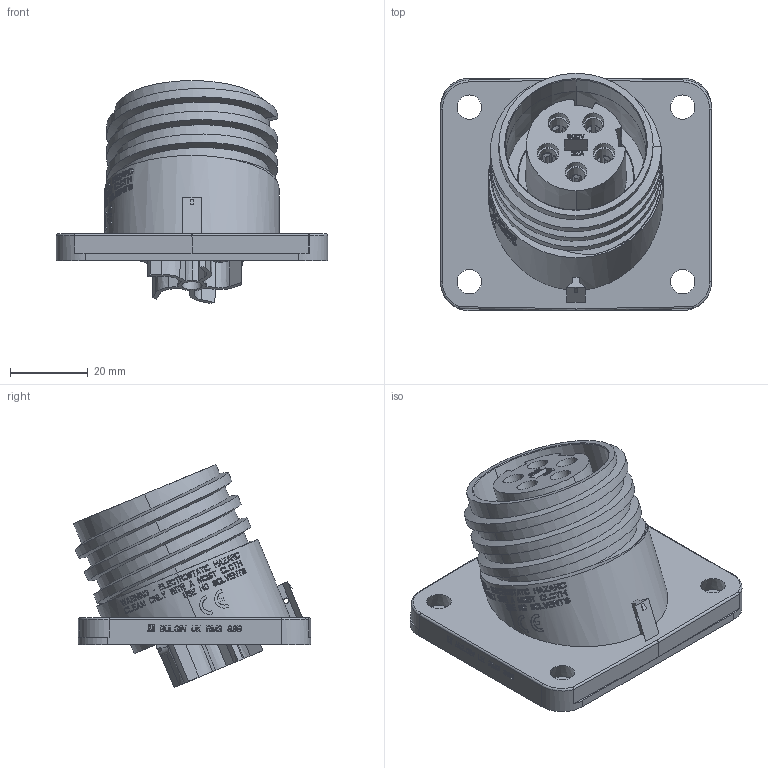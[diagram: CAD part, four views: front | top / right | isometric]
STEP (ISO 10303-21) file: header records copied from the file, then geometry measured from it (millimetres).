
FILE_DESCRIPTION(('STEP AP242'),'1');
FILE_NAME('px0941-05-s.stp','2024-04-04T23:40:04',('TraceParts'),('TraceParts S.A.'),'Spatial InterOp 3D',' ',' ');
FILE_SCHEMA(('AP242_MANAGED_MODEL_BASED_3D_ENGINEERING_MIM_LF {1 0 10303 442 1 1 4}'));
Length unit declared in the file: millimetre
Products named in the file (1): px0941-05-s
Bounding box: 70 x 61.21 x 57.5 mm (x, y, z)
Volume: 56268.8 mm3; surface area: 33185.5 mm2
Topology: 1 solids, 2 shells, 3465 faces, 9695 edges, 6427 vertices
Faces by surface type: plane 3084, cylinder 249, cone 107, sphere 11, bspline 10, torus 4
Entity records: 118034 total; most frequent: CARTESIAN_POINT 31055, ORIENTED_EDGE 19330, DIRECTION 16076, EDGE_CURVE 9665, LINE 6866, VECTOR 6866, VERTEX_POINT 6427, AXIS2_PLACEMENT_3D 4605
